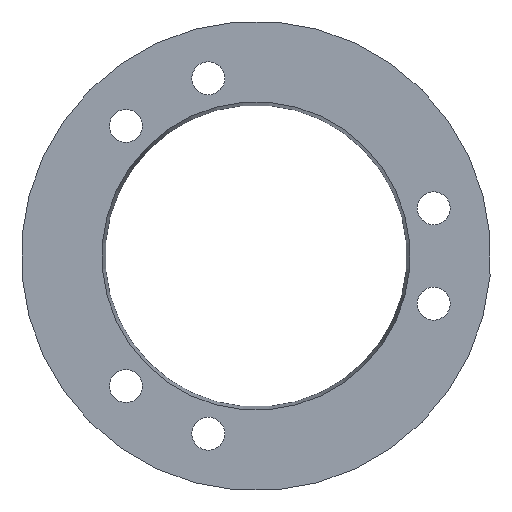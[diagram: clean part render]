
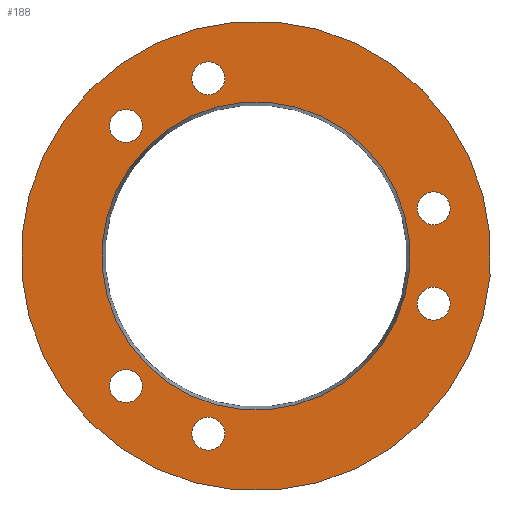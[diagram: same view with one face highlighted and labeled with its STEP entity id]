
A CAD part, left-side view. The second image highlights one B-rep face of the part: STEP entity #188.
In plain terms, the highlighted planar face has unit normal (-1, 0, 0).
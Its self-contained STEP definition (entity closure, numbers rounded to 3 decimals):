
#21=PLANE('',#233);
#31=ORIENTED_EDGE('',*,*,#60,.F.);
#32=ORIENTED_EDGE('',*,*,#58,.F.);
#33=ORIENTED_EDGE('',*,*,#64,.F.);
#34=ORIENTED_EDGE('',*,*,#62,.F.);
#35=ORIENTED_EDGE('',*,*,#65,.F.);
#36=ORIENTED_EDGE('',*,*,#66,.F.);
#37=ORIENTED_EDGE('',*,*,#67,.T.);
#38=ORIENTED_EDGE('',*,*,#68,.F.);
#58=EDGE_CURVE('',#75,#75,#92,.T.);
#60=EDGE_CURVE('',#77,#77,#94,.T.);
#62=EDGE_CURVE('',#79,#79,#96,.T.);
#64=EDGE_CURVE('',#81,#81,#98,.T.);
#65=EDGE_CURVE('',#82,#82,#99,.T.);
#66=EDGE_CURVE('',#83,#83,#100,.T.);
#67=EDGE_CURVE('',#84,#84,#101,.T.);
#68=EDGE_CURVE('',#85,#85,#102,.T.);
#75=VERTEX_POINT('',#318);
#77=VERTEX_POINT('',#323);
#79=VERTEX_POINT('',#328);
#81=VERTEX_POINT('',#333);
#82=VERTEX_POINT('',#336);
#83=VERTEX_POINT('',#338);
#84=VERTEX_POINT('',#340);
#85=VERTEX_POINT('',#342);
#92=CIRCLE('',#223,10.5);
#94=CIRCLE('',#226,10.5);
#96=CIRCLE('',#229,10.5);
#98=CIRCLE('',#232,10.5);
#99=CIRCLE('',#234,10.5);
#100=CIRCLE('',#235,10.5);
#101=CIRCLE('',#236,150.);
#102=CIRCLE('',#237,98.435);
#116=EDGE_LOOP('',(#31));
#117=EDGE_LOOP('',(#32));
#118=EDGE_LOOP('',(#33));
#119=EDGE_LOOP('',(#34));
#120=EDGE_LOOP('',(#35));
#121=EDGE_LOOP('',(#36));
#122=EDGE_LOOP('',(#37));
#123=EDGE_LOOP('',(#38));
#150=FACE_BOUND('',#116,.T.);
#151=FACE_BOUND('',#117,.T.);
#152=FACE_BOUND('',#118,.T.);
#153=FACE_BOUND('',#119,.T.);
#154=FACE_BOUND('',#120,.T.);
#155=FACE_BOUND('',#121,.T.);
#156=FACE_BOUND('',#122,.T.);
#157=FACE_BOUND('',#123,.T.);
#188=ADVANCED_FACE('',(#150,#151,#152,#153,#154,#155,#156,#157),#21,.T.);
#223=AXIS2_PLACEMENT_3D('',#317,#258,#259);
#226=AXIS2_PLACEMENT_3D('',#322,#264,#265);
#229=AXIS2_PLACEMENT_3D('',#327,#270,#271);
#232=AXIS2_PLACEMENT_3D('',#332,#276,#277);
#233=AXIS2_PLACEMENT_3D('',#334,#278,#279);
#234=AXIS2_PLACEMENT_3D('',#335,#280,#281);
#235=AXIS2_PLACEMENT_3D('',#337,#282,#283);
#236=AXIS2_PLACEMENT_3D('',#339,#284,#285);
#237=AXIS2_PLACEMENT_3D('',#341,#286,#287);
#258=DIRECTION('',(-1.,0.,0.));
#259=DIRECTION('',(0.,0.866,-0.5));
#264=DIRECTION('',(-1.,0.,0.));
#265=DIRECTION('',(0.,0.866,-0.5));
#270=DIRECTION('',(-1.,0.,0.));
#271=DIRECTION('',(0.,-0.866,-0.5));
#276=DIRECTION('',(-1.,0.,0.));
#277=DIRECTION('',(0.,-0.866,-0.5));
#278=DIRECTION('',(-1.,0.,0.));
#279=DIRECTION('',(0.,0.,1.));
#280=DIRECTION('',(-1.,0.,0.));
#281=DIRECTION('',(0.,0.,1.));
#282=DIRECTION('',(-1.,0.,0.));
#283=DIRECTION('',(0.,0.,1.));
#284=DIRECTION('',(-1.,0.,0.));
#285=DIRECTION('',(0.,0.,1.));
#286=DIRECTION('',(-1.,0.,0.));
#287=DIRECTION('',(0.,0.,1.));
#317=CARTESIAN_POINT('',(0.,58.75,-101.758));
#318=CARTESIAN_POINT('',(0.,67.843,-107.008));
#322=CARTESIAN_POINT('',(0.,101.758,-58.75));
#323=CARTESIAN_POINT('',(0.,110.851,-64.));
#327=CARTESIAN_POINT('',(0.,-117.5,0.));
#328=CARTESIAN_POINT('',(0.,-126.593,-5.25));
#332=CARTESIAN_POINT('',(0.,-101.758,-58.75));
#333=CARTESIAN_POINT('',(0.,-110.851,-64.));
#334=CARTESIAN_POINT('',(0.,0.,98.435));
#335=CARTESIAN_POINT('',(0.,58.75,101.758));
#336=CARTESIAN_POINT('',(0.,58.75,112.258));
#337=CARTESIAN_POINT('',(0.,0.,117.5));
#338=CARTESIAN_POINT('',(0.,0.,128.));
#339=CARTESIAN_POINT('',(0.,0.,0.));
#340=CARTESIAN_POINT('',(0.,0.,150.));
#341=CARTESIAN_POINT('',(0.,0.,0.));
#342=CARTESIAN_POINT('',(0.,0.,98.435));
